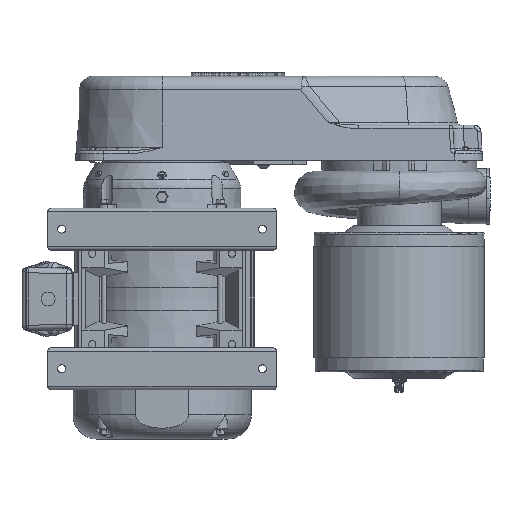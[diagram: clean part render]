
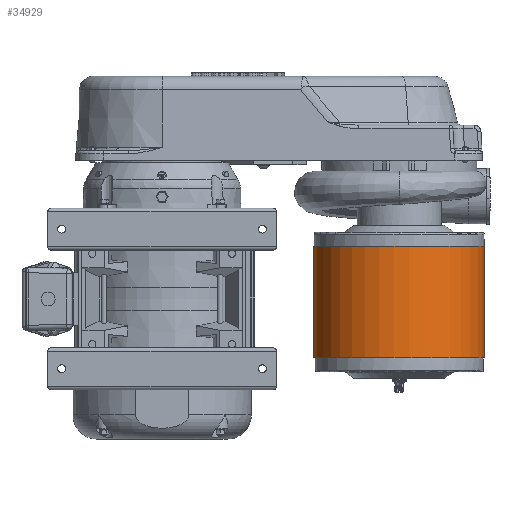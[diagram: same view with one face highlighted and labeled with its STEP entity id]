
A CAD part, front view. The second image highlights one B-rep face of the part: STEP entity #34929.
In plain terms, the highlighted cylindrical face has radius 155.448 mm (diameter 310.896 mm), a full revolution.
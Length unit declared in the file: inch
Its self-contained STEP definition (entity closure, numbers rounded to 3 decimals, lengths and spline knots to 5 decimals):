
#7661=FACE_BOUND('',#10597,.T.);
#8333=FACE_OUTER_BOUND('',#10596,.T.);
#10596=EDGE_LOOP('',(#25065));
#10597=EDGE_LOOP('',(#25066));
#12868=CIRCLE('',#37381,6.12);
#12870=CIRCLE('',#37384,6.12);
#14905=VERTEX_POINT('',#59944);
#14907=VERTEX_POINT('',#59949);
#18780=EDGE_CURVE('',#14905,#14905,#12868,.T.);
#18782=EDGE_CURVE('',#14907,#14907,#12870,.T.);
#25065=ORIENTED_EDGE('',*,*,#18782,.F.);
#25066=ORIENTED_EDGE('',*,*,#18780,.F.);
#34104=CYLINDRICAL_SURFACE('',#37383,6.12);
#34929=ADVANCED_FACE('',(#8333,#7661),#34104,.T.);
#37381=AXIS2_PLACEMENT_3D('',#59945,#42423,#42424);
#37383=AXIS2_PLACEMENT_3D('',#59948,#42427,#42428);
#37384=AXIS2_PLACEMENT_3D('',#59950,#42429,#42430);
#42423=DIRECTION('center_axis',(0.,0.,
1.));
#42424=DIRECTION('ref_axis',(0.895,0.446,0.));
#42427=DIRECTION('center_axis',(0.,0.,
-1.));
#42428=DIRECTION('ref_axis',(0.895,0.446,0.));
#42429=DIRECTION('center_axis',(0.,0.,
-1.));
#42430=DIRECTION('ref_axis',(0.895,0.446,0.));
#59944=CARTESIAN_POINT('',(-10.15622,2.75385,36.95694));
#59945=CARTESIAN_POINT('Origin',(-4.67844,5.48302,36.95694));
#59948=CARTESIAN_POINT('Origin',(-4.67844,5.48302,36.95694));
#59949=CARTESIAN_POINT('',(-10.15622,2.75385,28.95694));
#59950=CARTESIAN_POINT('Origin',(-4.67844,5.48302,28.95694));
